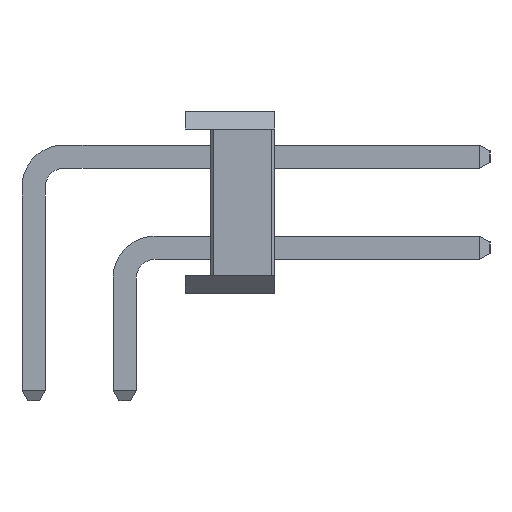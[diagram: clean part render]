
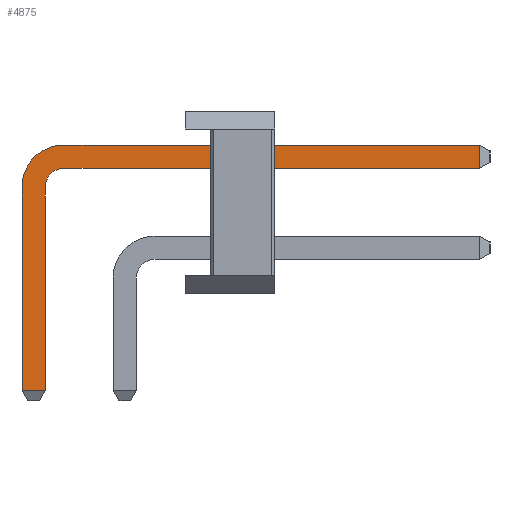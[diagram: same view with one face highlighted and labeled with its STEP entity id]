
A CAD part, left-side view. The second image highlights one B-rep face of the part: STEP entity #4875.
In plain terms, the highlighted planar face has unit normal (-1, 0, 0).
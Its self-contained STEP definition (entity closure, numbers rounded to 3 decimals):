
#4875=ADVANCED_FACE('',(#8745),#8747,.T.);
#8745=FACE_BOUND('',#8746,.T.);
#8746=EDGE_LOOP('',(#11274,#11275,#11276,#11277,#11278,#11279,#11280,#11281));
#8747=PLANE('',#8748);
#8748=AXIS2_PLACEMENT_3D('',#8749,#8750,#8751);
#8749=CARTESIAN_POINT('',(-0.325,-1.685,4.135));
#8750=DIRECTION('',(-1.,-0.,-0.));
#8751=DIRECTION('',(0.,0.,-1.));
#11274=ORIENTED_EDGE('',*,*,#12572,.F.);
#11275=ORIENTED_EDGE('',*,*,#12574,.F.);
#11276=ORIENTED_EDGE('',*,*,#12575,.F.);
#11277=ORIENTED_EDGE('',*,*,#12576,.T.);
#11278=ORIENTED_EDGE('',*,*,#12577,.F.);
#11279=ORIENTED_EDGE('',*,*,#12578,.F.);
#11280=ORIENTED_EDGE('',*,*,#12579,.T.);
#11281=ORIENTED_EDGE('',*,*,#12564,.T.);
#12564=EDGE_CURVE('',#14470,#14462,#14471,.T.);
#12572=EDGE_CURVE('',#14483,#14462,#14484,.T.);
#12574=EDGE_CURVE('',#14486,#14483,#14487,.T.);
#12575=EDGE_CURVE('',#14488,#14486,#14489,.T.);
#12576=EDGE_CURVE('',#14488,#14490,#14491,.T.);
#12577=EDGE_CURVE('',#14492,#14490,#14493,.T.);
#12578=EDGE_CURVE('',#14494,#14492,#14495,.T.);
#12579=EDGE_CURVE('',#14494,#14470,#14496,.T.);
#14462=VERTEX_POINT('',#18776);
#14470=VERTEX_POINT('',#18792);
#14471=LINE('',#18793,#18794);
#14483=VERTEX_POINT('',#18821);
#14484=LINE('',#18822,#18823);
#14486=VERTEX_POINT('',#18828);
#14487=LINE('',#18829,#18830);
#14488=VERTEX_POINT('',#18832);
#14489=CIRCLE('',#18833,0.52);
#14490=VERTEX_POINT('',#18837);
#14491=LINE('',#18838,#18839);
#14492=VERTEX_POINT('',#18841);
#14493=LINE('',#18842,#18843);
#14494=VERTEX_POINT('',#18845);
#14495=LINE('',#18846,#18847);
#14496=CIRCLE('',#18849,1.17);
#18776=CARTESIAN_POINT('',(-0.325,2.865,-2.719));
#18792=CARTESIAN_POINT('',(-0.325,2.865,2.965));
#18793=CARTESIAN_POINT('',(-0.325,2.865,2.965));
#18794=VECTOR('',#18795,1.);
#18795=DIRECTION('',(0.,0.,-1.));
#18821=CARTESIAN_POINT('',(-0.325,2.215,-2.719));
#18822=CARTESIAN_POINT('',(-0.325,2.215,-2.719));
#18823=VECTOR('',#18824,1.);
#18824=DIRECTION('',(0.,1.,0.));
#18828=CARTESIAN_POINT('',(-0.325,2.215,2.965));
#18829=CARTESIAN_POINT('',(-0.325,2.215,2.965));
#18830=VECTOR('',#18831,1.);
#18831=DIRECTION('',(0.,0.,-1.));
#18832=CARTESIAN_POINT('',(-0.325,1.695,3.485));
#18833=AXIS2_PLACEMENT_3D('',#18834,#18835,#18836);
#18834=CARTESIAN_POINT('',(-0.325,1.695,2.965));
#18835=DIRECTION('',(-1.,0.,-0.));
#18836=DIRECTION('',(0.,0.,1.));
#18837=CARTESIAN_POINT('',(-0.325,-9.904,3.485));
#18838=CARTESIAN_POINT('',(-0.325,1.695,3.485));
#18839=VECTOR('',#18840,1.);
#18840=DIRECTION('',(0.,-1.,0.));
#18841=CARTESIAN_POINT('',(-0.325,-9.904,4.135));
#18842=CARTESIAN_POINT('',(-0.325,-9.904,4.135));
#18843=VECTOR('',#18844,1.);
#18844=DIRECTION('',(0.,0.,-1.));
#18845=CARTESIAN_POINT('',(-0.325,1.695,4.135));
#18846=CARTESIAN_POINT('',(-0.325,1.695,4.135));
#18847=VECTOR('',#18848,1.);
#18848=DIRECTION('',(0.,-1.,0.));
#18849=AXIS2_PLACEMENT_3D('',#18850,#18851,#18852);
#18850=CARTESIAN_POINT('',(-0.325,1.695,2.965));
#18851=DIRECTION('',(-1.,0.,-0.));
#18852=DIRECTION('',(0.,0.,1.));
